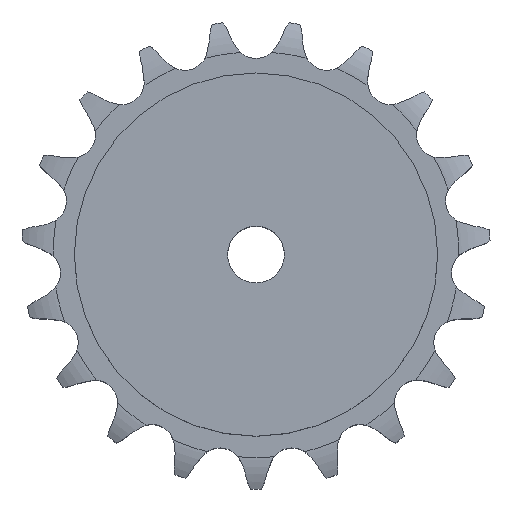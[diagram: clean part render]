
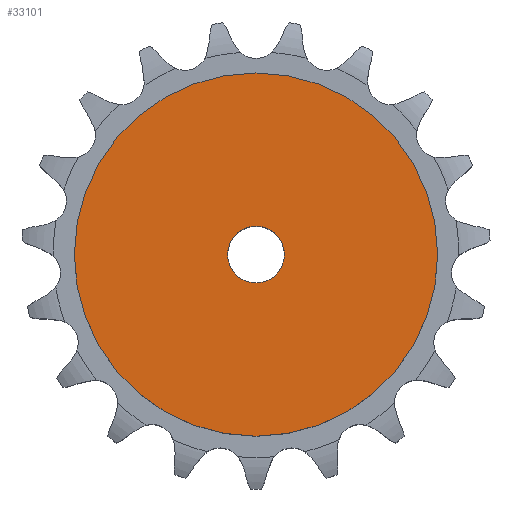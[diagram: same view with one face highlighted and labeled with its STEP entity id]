
A CAD part, top view. The second image highlights one B-rep face of the part: STEP entity #33101.
In plain terms, the highlighted planar face has unit normal (0, 0, 1).
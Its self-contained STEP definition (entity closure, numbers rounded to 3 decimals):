
#17720 = CYLINDRICAL_SURFACE('',#17721,10.);
#17721 = AXIS2_PLACEMENT_3D('',#17722,#17723,#17724);
#17722 = CARTESIAN_POINT('',(0.,0.,267.261));
#17723 = DIRECTION('',(0.,0.,1.));
#17724 = DIRECTION('',(1.,0.,0.));
#22617 = EDGE_CURVE('',#22618,#22618,#22620,.T.);
#22618 = VERTEX_POINT('',#22619);
#22619 = CARTESIAN_POINT('',(10.,0.,70.));
#22620 = SURFACE_CURVE('',#22621,(#22626,#22633),.PCURVE_S1.);
#22621 = CIRCLE('',#22622,10.);
#22622 = AXIS2_PLACEMENT_3D('',#22623,#22624,#22625);
#22623 = CARTESIAN_POINT('',(0.,0.,70.));
#22624 = DIRECTION('',(0.,0.,1.));
#22625 = DIRECTION('',(1.,0.,0.));
#22626 = PCURVE('',#17720,#22627);
#22627 = DEFINITIONAL_REPRESENTATION('',(#22628),#22632);
#22628 = LINE('',#22629,#22630);
#22629 = CARTESIAN_POINT('',(0.,-197.261));
#22630 = VECTOR('',#22631,1.);
#22631 = DIRECTION('',(1.,0.));
#22632 = ( GEOMETRIC_REPRESENTATION_CONTEXT(2) 
PARAMETRIC_REPRESENTATION_CONTEXT() REPRESENTATION_CONTEXT('2D SPACE',''
  ) );
#22633 = PCURVE('',#22634,#22639);
#22634 = PLANE('',#22635);
#22635 = AXIS2_PLACEMENT_3D('',#22636,#22637,#22638);
#22636 = CARTESIAN_POINT('',(0.,0.,70.)
  );
#22637 = DIRECTION('',(0.,0.,1.));
#22638 = DIRECTION('',(1.,0.,0.));
#22639 = DEFINITIONAL_REPRESENTATION('',(#22640),#22644);
#22640 = CIRCLE('',#22641,10.);
#22641 = AXIS2_PLACEMENT_2D('',#22642,#22643);
#22642 = CARTESIAN_POINT('',(0.,0.));
#22643 = DIRECTION('',(1.,0.));
#22644 = ( GEOMETRIC_REPRESENTATION_CONTEXT(2) 
PARAMETRIC_REPRESENTATION_CONTEXT() REPRESENTATION_CONTEXT('2D SPACE',''
  ) );
#33101 = ADVANCED_FACE('',(#33102,#33133),#22634,.T.);
#33102 = FACE_BOUND('',#33103,.T.);
#33103 = EDGE_LOOP('',(#33104));
#33104 = ORIENTED_EDGE('',*,*,#33105,.T.);
#33105 = EDGE_CURVE('',#33106,#33106,#33108,.T.);
#33106 = VERTEX_POINT('',#33107);
#33107 = CARTESIAN_POINT('',(64.,0.,70.));
#33108 = SURFACE_CURVE('',#33109,(#33114,#33121),.PCURVE_S1.);
#33109 = CIRCLE('',#33110,64.);
#33110 = AXIS2_PLACEMENT_3D('',#33111,#33112,#33113);
#33111 = CARTESIAN_POINT('',(0.,0.,70.));
#33112 = DIRECTION('',(0.,0.,1.));
#33113 = DIRECTION('',(1.,0.,0.));
#33114 = PCURVE('',#22634,#33115);
#33115 = DEFINITIONAL_REPRESENTATION('',(#33116),#33120);
#33116 = CIRCLE('',#33117,64.);
#33117 = AXIS2_PLACEMENT_2D('',#33118,#33119);
#33118 = CARTESIAN_POINT('',(0.,0.));
#33119 = DIRECTION('',(1.,0.));
#33120 = ( GEOMETRIC_REPRESENTATION_CONTEXT(2) 
PARAMETRIC_REPRESENTATION_CONTEXT() REPRESENTATION_CONTEXT('2D SPACE',''
  ) );
#33121 = PCURVE('',#33122,#33127);
#33122 = CYLINDRICAL_SURFACE('',#33123,64.);
#33123 = AXIS2_PLACEMENT_3D('',#33124,#33125,#33126);
#33124 = CARTESIAN_POINT('',(0.,0.,0.));
#33125 = DIRECTION('',(-0.,-0.,-1.));
#33126 = DIRECTION('',(1.,0.,0.));
#33127 = DEFINITIONAL_REPRESENTATION('',(#33128),#33132);
#33128 = LINE('',#33129,#33130);
#33129 = CARTESIAN_POINT('',(-0.,-70.));
#33130 = VECTOR('',#33131,1.);
#33131 = DIRECTION('',(-1.,0.));
#33132 = ( GEOMETRIC_REPRESENTATION_CONTEXT(2) 
PARAMETRIC_REPRESENTATION_CONTEXT() REPRESENTATION_CONTEXT('2D SPACE',''
  ) );
#33133 = FACE_BOUND('',#33134,.T.);
#33134 = EDGE_LOOP('',(#33135));
#33135 = ORIENTED_EDGE('',*,*,#22617,.F.);
